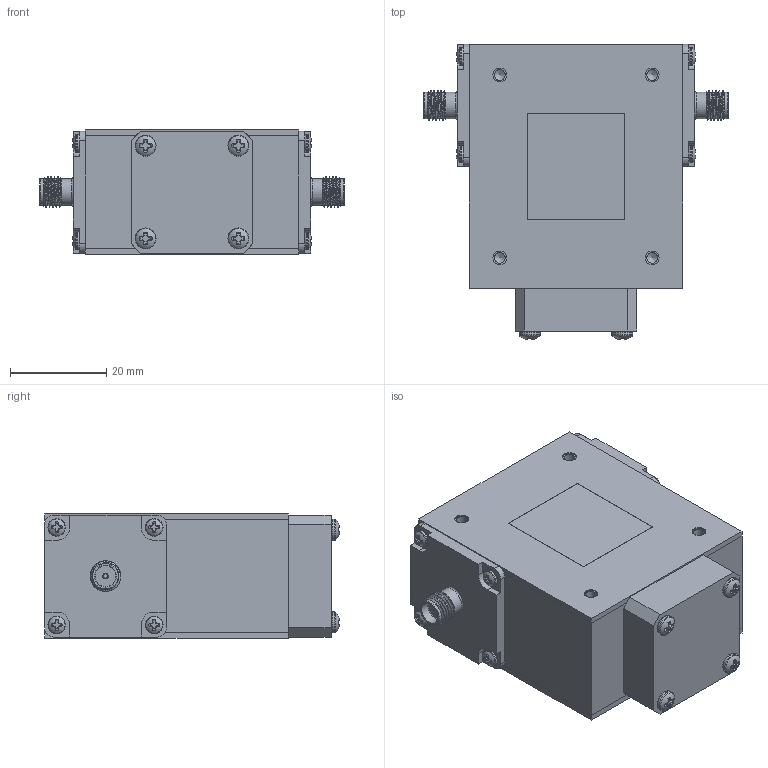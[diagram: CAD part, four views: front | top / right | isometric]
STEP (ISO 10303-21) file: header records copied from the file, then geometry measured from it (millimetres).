
FILE_DESCRIPTION (( 'STEP AP203' ), '1' );
FILE_NAME ('SFI6996S_3D.step', '2022-06-20T21:57:18', ( '' ), ( '' ), 'SwSTEP 2.0', 'SolidWorks 2021', '' );
FILE_SCHEMA (( 'CONFIG_CONTROL_DESIGN' ));
Length unit declared in the file: inch
Products named in the file (1): SFI6996S_3D
Bounding box: 63.5 x 61.44 x 25.96 mm (x, y, z)
Volume: 67548.9 mm3; surface area: 11732.1 mm2
Topology: 1 solids, 9 shells, 621 faces, 1692 edges, 1112 vertices
Faces by surface type: plane 313, cylinder 200, cone 62, torus 28, sphere 12, bspline 6
Full cylindrical faces by diameter (mm): 0.94 x2, 1.194 x2, 1.524 x8, 2.261 x4, 2.845 x4, 3.667 x8, 4.365 x4, 4.572 x2, 5.582 x4
Entity records: 23171 total; most frequent: CARTESIAN_POINT 8570, ORIENTED_EDGE 3152, DIRECTION 2816, EDGE_CURVE 1576, VERTEX_POINT 1080, AXIS2_PLACEMENT_3D 1058, EDGE_LOOP 728, LINE 700
